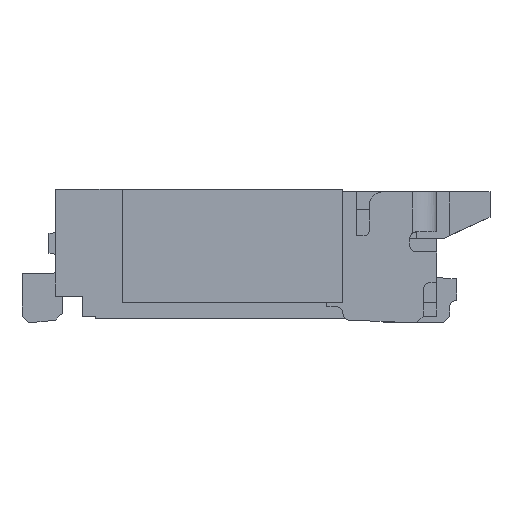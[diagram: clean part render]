
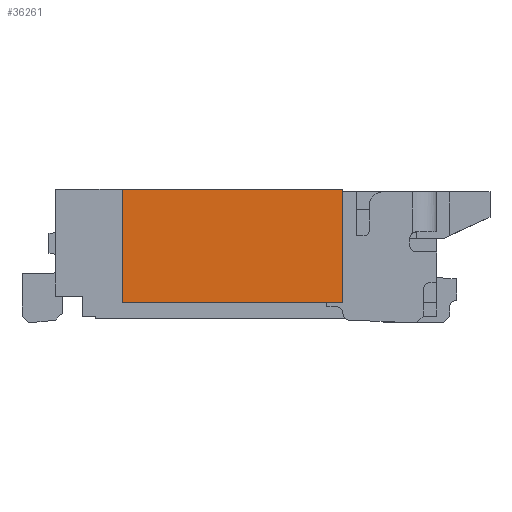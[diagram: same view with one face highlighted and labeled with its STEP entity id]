
A CAD part, left-side view. The second image highlights one B-rep face of the part: STEP entity #36261.
In plain terms, the highlighted face is planar.
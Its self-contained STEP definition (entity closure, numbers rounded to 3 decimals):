
#1381 = PLANE('',#1382);
#1382 = AXIS2_PLACEMENT_3D('',#1383,#1384,#1385);
#1383 = CARTESIAN_POINT('',(2.932,-1.658,13.708));
#1384 = DIRECTION('',(0.,-1.,0.));
#1385 = DIRECTION('',(1.,0.,0.));
#6196 = PLANE('',#6197);
#6197 = AXIS2_PLACEMENT_3D('',#6198,#6199,#6200);
#6198 = CARTESIAN_POINT('',(1.432,-2.508,
    17.805));
#6199 = DIRECTION('',(0.,-1.,0.));
#6200 = DIRECTION('',(1.,0.,0.));
#6244 = VERTEX_POINT('',#6245);
#6245 = CARTESIAN_POINT('',(1.332,-2.508,13.528));
#6259 = PLANE('',#6260);
#6260 = AXIS2_PLACEMENT_3D('',#6261,#6262,#6263);
#6261 = CARTESIAN_POINT('',(1.332,-1.808,13.718));
#6262 = DIRECTION('',(1.,0.,0.));
#6263 = DIRECTION('',(0.,1.,0.));
#6271 = EDGE_CURVE('',#6244,#6272,#6274,.T.);
#6272 = VERTEX_POINT('',#6273);
#6273 = CARTESIAN_POINT('',(2.982,-2.508,13.528));
#6274 = SURFACE_CURVE('',#6275,(#6279,#6286),.PCURVE_S1.);
#6275 = LINE('',#6276,#6277);
#6276 = CARTESIAN_POINT('',(1.812,-2.508,13.528));
#6277 = VECTOR('',#6278,1.);
#6278 = DIRECTION('',(1.,0.,-0.));
#6279 = PCURVE('',#6196,#6280);
#6280 = DEFINITIONAL_REPRESENTATION('',(#6281),#6285);
#6281 = LINE('',#6282,#6283);
#6282 = CARTESIAN_POINT('',(0.38,-4.278));
#6283 = VECTOR('',#6284,1.);
#6284 = DIRECTION('',(1.,0.));
#6285 = ( GEOMETRIC_REPRESENTATION_CONTEXT(2) 
PARAMETRIC_REPRESENTATION_CONTEXT() REPRESENTATION_CONTEXT('2D SPACE',''
  ) );
#6286 = PCURVE('',#6287,#6292);
#6287 = PLANE('',#6288);
#6288 = AXIS2_PLACEMENT_3D('',#6289,#6290,#6291);
#6289 = CARTESIAN_POINT('',(1.812,-2.219,13.528));
#6290 = DIRECTION('',(0.,0.,1.));
#6291 = DIRECTION('',(1.,0.,-0.));
#6292 = DEFINITIONAL_REPRESENTATION('',(#6293),#6297);
#6293 = LINE('',#6294,#6295);
#6294 = CARTESIAN_POINT('',(0.,-0.289));
#6295 = VECTOR('',#6296,1.);
#6296 = DIRECTION('',(1.,0.));
#6297 = ( GEOMETRIC_REPRESENTATION_CONTEXT(2) 
PARAMETRIC_REPRESENTATION_CONTEXT() REPRESENTATION_CONTEXT('2D SPACE',''
  ) );
#6315 = PLANE('',#6316);
#6316 = AXIS2_PLACEMENT_3D('',#6317,#6318,#6319);
#6317 = CARTESIAN_POINT('',(2.982,-1.658,13.708));
#6318 = DIRECTION('',(-1.,0.,0.));
#6319 = DIRECTION('',(0.,-1.,0.));
#36261 = ADVANCED_FACE('',(#36262),#6287,.F.);
#36262 = FACE_BOUND('',#36263,.T.);
#36263 = EDGE_LOOP('',(#36264,#36289,#36310,#36311));
#36264 = ORIENTED_EDGE('',*,*,#36265,.T.);
#36265 = EDGE_CURVE('',#36266,#36268,#36270,.T.);
#36266 = VERTEX_POINT('',#36267);
#36267 = CARTESIAN_POINT('',(1.332,-1.658,13.528));
#36268 = VERTEX_POINT('',#36269);
#36269 = CARTESIAN_POINT('',(2.982,-1.658,13.528));
#36270 = SURFACE_CURVE('',#36271,(#36275,#36282),.PCURVE_S1.);
#36271 = LINE('',#36272,#36273);
#36272 = CARTESIAN_POINT('',(2.932,-1.658,13.528));
#36273 = VECTOR('',#36274,1.);
#36274 = DIRECTION('',(1.,0.,0.));
#36275 = PCURVE('',#6287,#36276);
#36276 = DEFINITIONAL_REPRESENTATION('',(#36277),#36281);
#36277 = LINE('',#36278,#36279);
#36278 = CARTESIAN_POINT('',(1.121,0.561));
#36279 = VECTOR('',#36280,1.);
#36280 = DIRECTION('',(1.,0.));
#36281 = ( GEOMETRIC_REPRESENTATION_CONTEXT(2) 
PARAMETRIC_REPRESENTATION_CONTEXT() REPRESENTATION_CONTEXT('2D SPACE',''
  ) );
#36282 = PCURVE('',#1381,#36283);
#36283 = DEFINITIONAL_REPRESENTATION('',(#36284),#36288);
#36284 = LINE('',#36285,#36286);
#36285 = CARTESIAN_POINT('',(0.,-0.18));
#36286 = VECTOR('',#36287,1.);
#36287 = DIRECTION('',(1.,0.));
#36288 = ( GEOMETRIC_REPRESENTATION_CONTEXT(2) 
PARAMETRIC_REPRESENTATION_CONTEXT() REPRESENTATION_CONTEXT('2D SPACE',''
  ) );
#36289 = ORIENTED_EDGE('',*,*,#36290,.T.);
#36290 = EDGE_CURVE('',#36268,#6272,#36291,.T.);
#36291 = SURFACE_CURVE('',#36292,(#36296,#36303),.PCURVE_S1.);
#36292 = LINE('',#36293,#36294);
#36293 = CARTESIAN_POINT('',(2.982,-1.658,13.528));
#36294 = VECTOR('',#36295,1.);
#36295 = DIRECTION('',(0.,-1.,0.));
#36296 = PCURVE('',#6287,#36297);
#36297 = DEFINITIONAL_REPRESENTATION('',(#36298),#36302);
#36298 = LINE('',#36299,#36300);
#36299 = CARTESIAN_POINT('',(1.171,0.561));
#36300 = VECTOR('',#36301,1.);
#36301 = DIRECTION('',(0.,-1.));
#36302 = ( GEOMETRIC_REPRESENTATION_CONTEXT(2) 
PARAMETRIC_REPRESENTATION_CONTEXT() REPRESENTATION_CONTEXT('2D SPACE',''
  ) );
#36303 = PCURVE('',#6315,#36304);
#36304 = DEFINITIONAL_REPRESENTATION('',(#36305),#36309);
#36305 = LINE('',#36306,#36307);
#36306 = CARTESIAN_POINT('',(-0.,-0.18));
#36307 = VECTOR('',#36308,1.);
#36308 = DIRECTION('',(1.,0.));
#36309 = ( GEOMETRIC_REPRESENTATION_CONTEXT(2) 
PARAMETRIC_REPRESENTATION_CONTEXT() REPRESENTATION_CONTEXT('2D SPACE',''
  ) );
#36310 = ORIENTED_EDGE('',*,*,#6271,.F.);
#36311 = ORIENTED_EDGE('',*,*,#36312,.T.);
#36312 = EDGE_CURVE('',#6244,#36266,#36313,.T.);
#36313 = SURFACE_CURVE('',#36314,(#36318,#36325),.PCURVE_S1.);
#36314 = LINE('',#36315,#36316);
#36315 = CARTESIAN_POINT('',(1.332,-1.808,13.528));
#36316 = VECTOR('',#36317,1.);
#36317 = DIRECTION('',(0.,1.,0.));
#36318 = PCURVE('',#6287,#36319);
#36319 = DEFINITIONAL_REPRESENTATION('',(#36320),#36324);
#36320 = LINE('',#36321,#36322);
#36321 = CARTESIAN_POINT('',(-0.479,0.411));
#36322 = VECTOR('',#36323,1.);
#36323 = DIRECTION('',(0.,1.));
#36324 = ( GEOMETRIC_REPRESENTATION_CONTEXT(2) 
PARAMETRIC_REPRESENTATION_CONTEXT() REPRESENTATION_CONTEXT('2D SPACE',''
  ) );
#36325 = PCURVE('',#6259,#36326);
#36326 = DEFINITIONAL_REPRESENTATION('',(#36327),#36331);
#36327 = LINE('',#36328,#36329);
#36328 = CARTESIAN_POINT('',(0.,-0.19));
#36329 = VECTOR('',#36330,1.);
#36330 = DIRECTION('',(1.,0.));
#36331 = ( GEOMETRIC_REPRESENTATION_CONTEXT(2) 
PARAMETRIC_REPRESENTATION_CONTEXT() REPRESENTATION_CONTEXT('2D SPACE',''
  ) );
